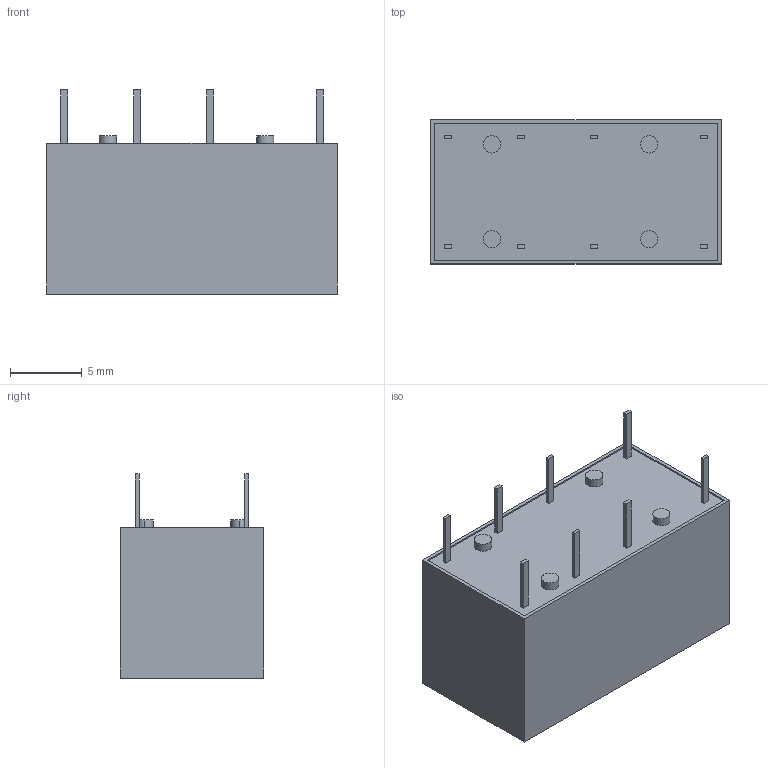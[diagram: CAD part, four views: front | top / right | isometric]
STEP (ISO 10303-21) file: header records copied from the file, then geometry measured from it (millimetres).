
FILE_DESCRIPTION(('STEP AP242'),'1');
FILE_NAME('1608361_v23105a5005a201.stp','2019-03-03T10:12:30',('TraceParts'),('TraceParts S.A.'),'Spatial InterOp 3D',' ',' ');
FILE_SCHEMA(('AP242_MANAGED_MODEL_BASED_3D_ENGINEERING_MIM_LF {1 0 10303 442 1 1 4}'));
Length unit declared in the file: millimetre
Products named in the file (1): 1608361_v23105a5005a201
Bounding box: 20.2 x 10 x 14.2 mm (x, y, z)
Volume: 2107.2 mm3; surface area: 1102 mm2
Topology: 1 solids, 1 shells, 904 faces, 2523 edges, 1682 vertices
Faces by surface type: plane 849, extrusion 34, cylinder 21
Entity records: 28647 total; most frequent: CARTESIAN_POINT 5449, ORIENTED_EDGE 5046, DIRECTION 4273, EDGE_CURVE 2523, VECTOR 2447, LINE 2413, VERTEX_POINT 1682, EDGE_LOOP 965
